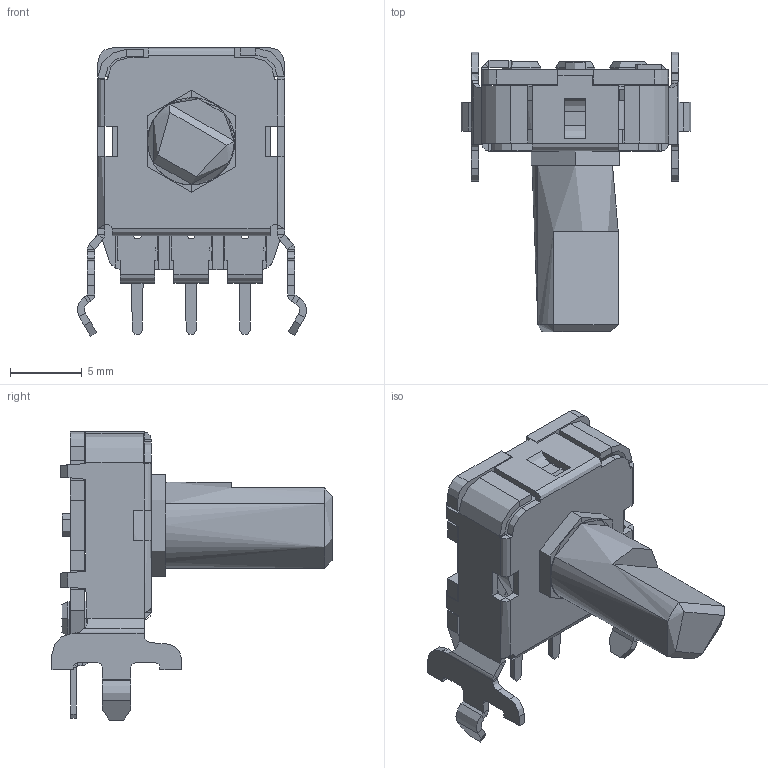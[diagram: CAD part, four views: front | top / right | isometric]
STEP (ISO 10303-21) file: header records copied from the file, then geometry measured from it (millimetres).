
FILE_DESCRIPTION((''),'2;1');
FILE_NAME('PRT0001','2021-09-09T14:43:47',('FaithSun'),(''),'CREO PARAMETRIC BY PTC INC, 2018400','CREO PARAMETRIC BY PTC INC, 2018400','');
FILE_SCHEMA(('CONFIG_CONTROL_DESIGN'));
Length unit declared in the file: millimetre
Products named in the file (1): PRT0001
Bounding box: 16 x 19.5 x 20.07 mm (x, y, z)
Volume: 30.3 mm3
Topology: 3 solids, 7 shells, 563 faces, 1406 edges, 842 vertices
Faces by surface type: plane 371, cylinder 161, bspline 16, torus 14, cone 1
Full cylindrical faces by diameter (mm): 3 x1
Entity records: 17028 total; most frequent: CARTESIAN_POINT 3494, DIRECTION 2826, ORIENTED_EDGE 2772, EDGE_CURVE 1410, VECTOR 1000, LINE 1000, AXIS2_PLACEMENT_3D 913, VERTEX_POINT 843
